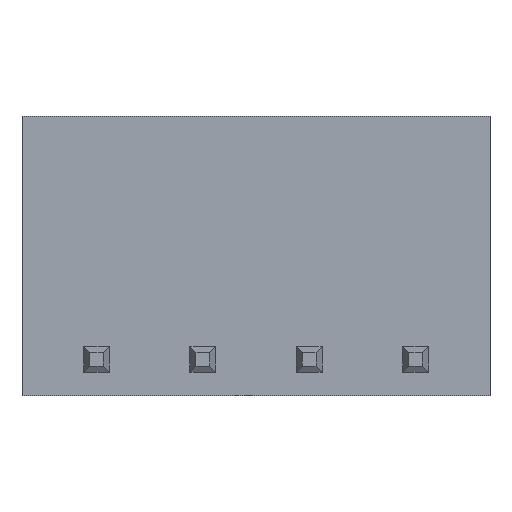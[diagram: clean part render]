
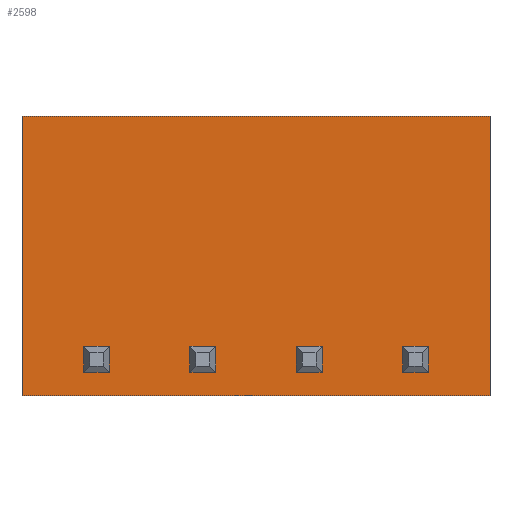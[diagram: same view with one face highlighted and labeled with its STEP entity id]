
A CAD part, front view. The second image highlights one B-rep face of the part: STEP entity #2598.
In plain terms, the highlighted face is planar.
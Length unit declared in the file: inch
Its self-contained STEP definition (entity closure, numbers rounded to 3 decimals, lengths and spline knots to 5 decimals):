
#38=FACE_BOUND('',#196,.T.);
#39=FACE_BOUND('',#197,.T.);
#40=FACE_BOUND('',#198,.T.);
#41=FACE_BOUND('',#199,.T.);
#53=FACE_OUTER_BOUND('',#195,.T.);
#195=EDGE_LOOP('',(#1626,#1627,#1628,#1629));
#196=EDGE_LOOP('',(#1630,#1631,#1632,#1633));
#197=EDGE_LOOP('',(#1634,#1635,#1636,#1637));
#198=EDGE_LOOP('',(#1638,#1639,#1640,#1641));
#199=EDGE_LOOP('',(#1642,#1643,#1644,#1645));
#348=LINE('',#3576,#692);
#357=LINE('',#3594,#701);
#359=LINE('',#3598,#703);
#360=LINE('',#3599,#704);
#361=LINE('',#3602,#705);
#362=LINE('',#3604,#706);
#363=LINE('',#3606,#707);
#364=LINE('',#3607,#708);
#365=LINE('',#3610,#709);
#366=LINE('',#3612,#710);
#367=LINE('',#3614,#711);
#368=LINE('',#3615,#712);
#369=LINE('',#3618,#713);
#370=LINE('',#3620,#714);
#371=LINE('',#3622,#715);
#372=LINE('',#3623,#716);
#373=LINE('',#3626,#717);
#374=LINE('',#3628,#718);
#375=LINE('',#3630,#719);
#376=LINE('',#3631,#720);
#692=VECTOR('',#2919,0.03937);
#701=VECTOR('',#2932,0.03937);
#703=VECTOR('',#2936,0.03937);
#704=VECTOR('',#2937,0.03937);
#705=VECTOR('',#2938,0.03937);
#706=VECTOR('',#2939,0.03937);
#707=VECTOR('',#2940,0.03937);
#708=VECTOR('',#2941,0.03937);
#709=VECTOR('',#2942,0.03937);
#710=VECTOR('',#2943,0.03937);
#711=VECTOR('',#2944,0.03937);
#712=VECTOR('',#2945,0.03937);
#713=VECTOR('',#2946,0.03937);
#714=VECTOR('',#2947,0.03937);
#715=VECTOR('',#2948,0.03937);
#716=VECTOR('',#2949,0.03937);
#717=VECTOR('',#2950,0.03937);
#718=VECTOR('',#2951,0.03937);
#719=VECTOR('',#2952,0.03937);
#720=VECTOR('',#2953,0.03937);
#1036=VERTEX_POINT('',#3573);
#1037=VERTEX_POINT('',#3575);
#1044=VERTEX_POINT('',#3593);
#1045=VERTEX_POINT('',#3597);
#1046=VERTEX_POINT('',#3600);
#1047=VERTEX_POINT('',#3601);
#1048=VERTEX_POINT('',#3603);
#1049=VERTEX_POINT('',#3605);
#1050=VERTEX_POINT('',#3608);
#1051=VERTEX_POINT('',#3609);
#1052=VERTEX_POINT('',#3611);
#1053=VERTEX_POINT('',#3613);
#1054=VERTEX_POINT('',#3616);
#1055=VERTEX_POINT('',#3617);
#1056=VERTEX_POINT('',#3619);
#1057=VERTEX_POINT('',#3621);
#1058=VERTEX_POINT('',#3624);
#1059=VERTEX_POINT('',#3625);
#1060=VERTEX_POINT('',#3627);
#1061=VERTEX_POINT('',#3629);
#1260=EDGE_CURVE('',#1036,#1037,#348,.T.);
#1269=EDGE_CURVE('',#1036,#1044,#357,.T.);
#1271=EDGE_CURVE('',#1044,#1045,#359,.T.);
#1272=EDGE_CURVE('',#1037,#1045,#360,.T.);
#1273=EDGE_CURVE('',#1046,#1047,#361,.T.);
#1274=EDGE_CURVE('',#1047,#1048,#362,.T.);
#1275=EDGE_CURVE('',#1049,#1048,#363,.T.);
#1276=EDGE_CURVE('',#1049,#1046,#364,.T.);
#1277=EDGE_CURVE('',#1050,#1051,#365,.T.);
#1278=EDGE_CURVE('',#1051,#1052,#366,.T.);
#1279=EDGE_CURVE('',#1053,#1052,#367,.T.);
#1280=EDGE_CURVE('',#1053,#1050,#368,.T.);
#1281=EDGE_CURVE('',#1054,#1055,#369,.T.);
#1282=EDGE_CURVE('',#1055,#1056,#370,.T.);
#1283=EDGE_CURVE('',#1056,#1057,#371,.T.);
#1284=EDGE_CURVE('',#1054,#1057,#372,.T.);
#1285=EDGE_CURVE('',#1058,#1059,#373,.T.);
#1286=EDGE_CURVE('',#1059,#1060,#374,.T.);
#1287=EDGE_CURVE('',#1061,#1060,#375,.T.);
#1288=EDGE_CURVE('',#1061,#1058,#376,.T.);
#1626=ORIENTED_EDGE('',*,*,#1260,.F.);
#1627=ORIENTED_EDGE('',*,*,#1269,.T.);
#1628=ORIENTED_EDGE('',*,*,#1271,.T.);
#1629=ORIENTED_EDGE('',*,*,#1272,.F.);
#1630=ORIENTED_EDGE('',*,*,#1273,.T.);
#1631=ORIENTED_EDGE('',*,*,#1274,.T.);
#1632=ORIENTED_EDGE('',*,*,#1275,.F.);
#1633=ORIENTED_EDGE('',*,*,#1276,.T.);
#1634=ORIENTED_EDGE('',*,*,#1277,.T.);
#1635=ORIENTED_EDGE('',*,*,#1278,.T.);
#1636=ORIENTED_EDGE('',*,*,#1279,.F.);
#1637=ORIENTED_EDGE('',*,*,#1280,.T.);
#1638=ORIENTED_EDGE('',*,*,#1281,.T.);
#1639=ORIENTED_EDGE('',*,*,#1282,.T.);
#1640=ORIENTED_EDGE('',*,*,#1283,.T.);
#1641=ORIENTED_EDGE('',*,*,#1284,.F.);
#1642=ORIENTED_EDGE('',*,*,#1285,.T.);
#1643=ORIENTED_EDGE('',*,*,#1286,.T.);
#1644=ORIENTED_EDGE('',*,*,#1287,.F.);
#1645=ORIENTED_EDGE('',*,*,#1288,.T.);
#2317=PLANE('',#2757);
#2598=ADVANCED_FACE('',(#53,#38,#39,#40,#41),#2317,.F.);
#2757=AXIS2_PLACEMENT_3D('',#3596,#2934,#2935);
#2919=DIRECTION('',(0.,-1.,0.));
#2932=DIRECTION('',(1.,0.,0.));
#2934=DIRECTION('center_axis',(0.,0.,1.));
#2935=DIRECTION('ref_axis',(1.,0.,0.));
#2936=DIRECTION('',(0.,-1.,0.));
#2937=DIRECTION('',(1.,0.,0.));
#2938=DIRECTION('',(0.,-1.,0.));
#2939=DIRECTION('',(1.,0.,0.));
#2940=DIRECTION('',(0.,-1.,0.));
#2941=DIRECTION('',(-1.,0.,0.));
#2942=DIRECTION('',(0.,-1.,0.));
#2943=DIRECTION('',(1.,0.,0.));
#2944=DIRECTION('',(0.,-1.,0.));
#2945=DIRECTION('',(-1.,0.,0.));
#2946=DIRECTION('',(-1.,0.,0.));
#2947=DIRECTION('',(0.,-1.,0.));
#2948=DIRECTION('',(1.,0.,0.));
#2949=DIRECTION('',(0.,-1.,0.));
#2950=DIRECTION('',(0.,-1.,0.));
#2951=DIRECTION('',(1.,0.,0.));
#2952=DIRECTION('',(0.,-1.,0.));
#2953=DIRECTION('',(-1.,0.,0.));
#3573=CARTESIAN_POINT('',(-0.09646,0.04724,0.));
#3575=CARTESIAN_POINT('',(-0.09646,-0.31496,0.));
#3576=CARTESIAN_POINT('',(-0.09646,0.04724,0.));
#3593=CARTESIAN_POINT('',(0.50984,0.04724,0.));
#3594=CARTESIAN_POINT('',(-0.09646,0.04724,0.));
#3596=CARTESIAN_POINT('Origin',(-0.09646,0.04724,0.));
#3597=CARTESIAN_POINT('',(0.50984,-0.31496,0.));
#3598=CARTESIAN_POINT('',(0.50984,0.04724,0.));
#3599=CARTESIAN_POINT('',(-0.09646,-0.31496,0.));
#3600=CARTESIAN_POINT('',(-0.01673,0.01673,0.));
#3601=CARTESIAN_POINT('',(-0.01673,-0.01673,0.));
#3602=CARTESIAN_POINT('',(-0.01673,-0.01171,0.));
#3603=CARTESIAN_POINT('',(0.01673,-0.01673,0.));
#3604=CARTESIAN_POINT('',(-0.05659,-0.01673,0.));
#3605=CARTESIAN_POINT('',(0.01673,0.01673,0.));
#3606=CARTESIAN_POINT('',(0.01673,-0.01171,0.));
#3607=CARTESIAN_POINT('',(-0.05659,0.01673,0.));
#3608=CARTESIAN_POINT('',(0.12106,0.01673,0.));
#3609=CARTESIAN_POINT('',(0.12106,-0.01673,0.));
#3610=CARTESIAN_POINT('',(0.12106,-0.01171,0.));
#3611=CARTESIAN_POINT('',(0.15453,-0.01673,0.));
#3612=CARTESIAN_POINT('',(0.0123,-0.01673,0.));
#3613=CARTESIAN_POINT('',(0.15453,0.01673,0.));
#3614=CARTESIAN_POINT('',(0.15453,-0.01171,0.));
#3615=CARTESIAN_POINT('',(0.0123,0.01673,0.));
#3616=CARTESIAN_POINT('',(0.29232,0.01673,0.));
#3617=CARTESIAN_POINT('',(0.25886,0.01673,0.));
#3618=CARTESIAN_POINT('',(0.0812,0.01673,0.));
#3619=CARTESIAN_POINT('',(0.25886,-0.01673,0.));
#3620=CARTESIAN_POINT('',(0.25886,-0.01171,0.));
#3621=CARTESIAN_POINT('',(0.29232,-0.01673,0.));
#3622=CARTESIAN_POINT('',(0.0812,-0.01673,0.));
#3623=CARTESIAN_POINT('',(0.29232,-0.01171,0.));
#3624=CARTESIAN_POINT('',(0.39665,0.01673,0.));
#3625=CARTESIAN_POINT('',(0.39665,-0.01673,0.));
#3626=CARTESIAN_POINT('',(0.39665,-0.01171,0.));
#3627=CARTESIAN_POINT('',(0.43012,-0.01673,0.));
#3628=CARTESIAN_POINT('',(0.1501,-0.01673,0.));
#3629=CARTESIAN_POINT('',(0.43012,0.01673,0.));
#3630=CARTESIAN_POINT('',(0.43012,-0.01171,0.));
#3631=CARTESIAN_POINT('',(0.1501,0.01673,0.));
